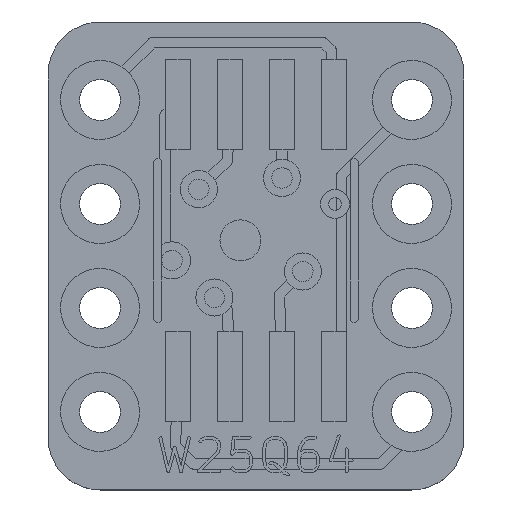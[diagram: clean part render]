
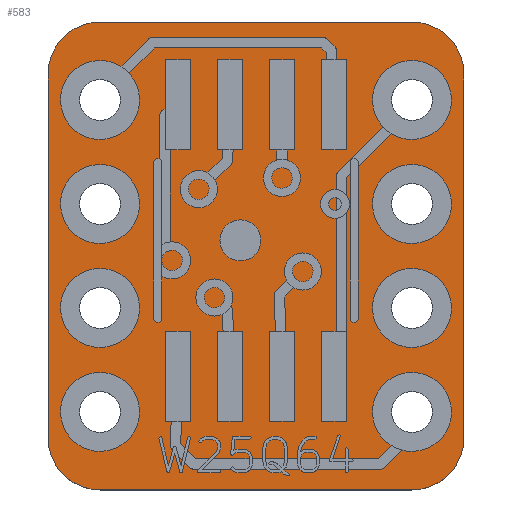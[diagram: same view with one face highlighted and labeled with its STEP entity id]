
A CAD part, top view. The second image highlights one B-rep face of the part: STEP entity #583.
In plain terms, the highlighted planar face has unit normal (0, 0, 1).
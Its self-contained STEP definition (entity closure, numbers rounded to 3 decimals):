
#68 = VERTEX_POINT('',#69);
#69 = CARTESIAN_POINT('',(152.311,-110.719,0.));
#86 = VERTEX_POINT('',#87);
#87 = CARTESIAN_POINT('',(144.691,-110.719,0.));
#93 = EDGE_CURVE('',#68,#86,#94,.T.);
#94 = LINE('',#95,#96);
#95 = CARTESIAN_POINT('',(152.311,-110.719,0.));
#96 = VECTOR('',#97,1.);
#97 = DIRECTION('',(-1.,0.,0.));
#107 = EDGE_CURVE('',#108,#68,#110,.T.);
#108 = VERTEX_POINT('',#109);
#109 = CARTESIAN_POINT('',(153.581,-109.449,0.));
#110 = CIRCLE('',#111,1.27);
#111 = AXIS2_PLACEMENT_3D('',#112,#113,#114);
#112 = CARTESIAN_POINT('',(152.311,-109.449,0.));
#113 = DIRECTION('',(0.,0.,-1.));
#114 = DIRECTION('',(1.,0.,0.));
#140 = EDGE_CURVE('',#86,#141,#143,.T.);
#141 = VERTEX_POINT('',#142);
#142 = CARTESIAN_POINT('',(143.421,-109.449,0.));
#143 = CIRCLE('',#144,1.27);
#144 = AXIS2_PLACEMENT_3D('',#145,#146,#147);
#145 = CARTESIAN_POINT('',(144.691,-109.449,0.));
#146 = DIRECTION('',(0.,0.,-1.));
#147 = DIRECTION('',(0.,-1.,0.));
#174 = VERTEX_POINT('',#175);
#175 = CARTESIAN_POINT('',(153.581,-100.559,0.));
#190 = EDGE_CURVE('',#174,#108,#191,.T.);
#191 = LINE('',#192,#193);
#192 = CARTESIAN_POINT('',(153.581,-100.559,0.));
#193 = VECTOR('',#194,1.);
#194 = DIRECTION('',(0.,-1.,0.));
#214 = VERTEX_POINT('',#215);
#215 = CARTESIAN_POINT('',(143.421,-100.559,0.));
#221 = EDGE_CURVE('',#141,#214,#222,.T.);
#222 = LINE('',#223,#224);
#223 = CARTESIAN_POINT('',(143.421,-109.449,0.));
#224 = VECTOR('',#225,1.);
#225 = DIRECTION('',(0.,1.,0.));
#235 = EDGE_CURVE('',#236,#174,#238,.T.);
#236 = VERTEX_POINT('',#237);
#237 = CARTESIAN_POINT('',(152.311,-99.289,0.));
#238 = CIRCLE('',#239,1.27);
#239 = AXIS2_PLACEMENT_3D('',#240,#241,#242);
#240 = CARTESIAN_POINT('',(152.311,-100.559,0.));
#241 = DIRECTION('',(0.,0.,-1.));
#242 = DIRECTION('',(0.,1.,0.));
#268 = EDGE_CURVE('',#214,#269,#271,.T.);
#269 = VERTEX_POINT('',#270);
#270 = CARTESIAN_POINT('',(144.691,-99.289,0.));
#271 = CIRCLE('',#272,1.27);
#272 = AXIS2_PLACEMENT_3D('',#273,#274,#275);
#273 = CARTESIAN_POINT('',(144.691,-100.559,0.));
#274 = DIRECTION('',(0.,0.,-1.));
#275 = DIRECTION('',(-1.,0.,-0.));
#309 = EDGE_CURVE('',#269,#236,#310,.T.);
#310 = LINE('',#311,#312);
#311 = CARTESIAN_POINT('',(144.691,-99.289,0.));
#312 = VECTOR('',#313,1.);
#313 = DIRECTION('',(1.,0.,0.));
#324 = VERTEX_POINT('',#325);
#325 = CARTESIAN_POINT('',(152.811,-108.814,0.));
#341 = EDGE_CURVE('',#324,#324,#342,.T.);
#342 = CIRCLE('',#343,0.5);
#343 = AXIS2_PLACEMENT_3D('',#344,#345,#346);
#344 = CARTESIAN_POINT('',(152.311,-108.814,0.));
#345 = DIRECTION('',(0.,0.,1.));
#346 = DIRECTION('',(1.,0.,-0.));
#357 = VERTEX_POINT('',#358);
#358 = CARTESIAN_POINT('',(152.811,-106.274,0.));
#374 = EDGE_CURVE('',#357,#357,#375,.T.);
#375 = CIRCLE('',#376,0.5);
#376 = AXIS2_PLACEMENT_3D('',#377,#378,#379);
#377 = CARTESIAN_POINT('',(152.311,-106.274,0.));
#378 = DIRECTION('',(0.,0.,1.));
#379 = DIRECTION('',(1.,0.,-0.));
#390 = VERTEX_POINT('',#391);
#391 = CARTESIAN_POINT('',(145.191,-108.814,0.));
#407 = EDGE_CURVE('',#390,#390,#408,.T.);
#408 = CIRCLE('',#409,0.5);
#409 = AXIS2_PLACEMENT_3D('',#410,#411,#412);
#410 = CARTESIAN_POINT('',(144.691,-108.814,0.));
#411 = DIRECTION('',(0.,0.,1.));
#412 = DIRECTION('',(1.,0.,-0.));
#423 = VERTEX_POINT('',#424);
#424 = CARTESIAN_POINT('',(145.191,-106.274,0.));
#440 = EDGE_CURVE('',#423,#423,#441,.T.);
#441 = CIRCLE('',#442,0.5);
#442 = AXIS2_PLACEMENT_3D('',#443,#444,#445);
#443 = CARTESIAN_POINT('',(144.691,-106.274,0.));
#444 = DIRECTION('',(0.,0.,1.));
#445 = DIRECTION('',(1.,0.,-0.));
#456 = VERTEX_POINT('',#457);
#457 = CARTESIAN_POINT('',(152.811,-103.734,0.));
#473 = EDGE_CURVE('',#456,#456,#474,.T.);
#474 = CIRCLE('',#475,0.5);
#475 = AXIS2_PLACEMENT_3D('',#476,#477,#478);
#476 = CARTESIAN_POINT('',(152.311,-103.734,0.));
#477 = DIRECTION('',(0.,0.,1.));
#478 = DIRECTION('',(1.,0.,-0.));
#489 = VERTEX_POINT('',#490);
#490 = CARTESIAN_POINT('',(152.811,-101.194,0.));
#506 = EDGE_CURVE('',#489,#489,#507,.T.);
#507 = CIRCLE('',#508,0.5);
#508 = AXIS2_PLACEMENT_3D('',#509,#510,#511);
#509 = CARTESIAN_POINT('',(152.311,-101.194,0.));
#510 = DIRECTION('',(0.,0.,1.));
#511 = DIRECTION('',(1.,0.,-0.));
#522 = VERTEX_POINT('',#523);
#523 = CARTESIAN_POINT('',(145.191,-103.734,0.));
#539 = EDGE_CURVE('',#522,#522,#540,.T.);
#540 = CIRCLE('',#541,0.5);
#541 = AXIS2_PLACEMENT_3D('',#542,#543,#544);
#542 = CARTESIAN_POINT('',(144.691,-103.734,0.));
#543 = DIRECTION('',(0.,0.,1.));
#544 = DIRECTION('',(1.,0.,-0.));
#555 = VERTEX_POINT('',#556);
#556 = CARTESIAN_POINT('',(145.191,-101.194,0.));
#572 = EDGE_CURVE('',#555,#555,#573,.T.);
#573 = CIRCLE('',#574,0.5);
#574 = AXIS2_PLACEMENT_3D('',#575,#576,#577);
#575 = CARTESIAN_POINT('',(144.691,-101.194,0.));
#576 = DIRECTION('',(0.,0.,1.));
#577 = DIRECTION('',(1.,0.,-0.));
#583 = ADVANCED_FACE('',(#584,#594,#597,#600,#603,#606,#609,#612,#615),
  #618,.F.);
#584 = FACE_BOUND('',#585,.F.);
#585 = EDGE_LOOP('',(#586,#587,#588,#589,#590,#591,#592,#593));
#586 = ORIENTED_EDGE('',*,*,#93,.T.);
#587 = ORIENTED_EDGE('',*,*,#140,.T.);
#588 = ORIENTED_EDGE('',*,*,#221,.T.);
#589 = ORIENTED_EDGE('',*,*,#268,.T.);
#590 = ORIENTED_EDGE('',*,*,#309,.T.);
#591 = ORIENTED_EDGE('',*,*,#235,.T.);
#592 = ORIENTED_EDGE('',*,*,#190,.T.);
#593 = ORIENTED_EDGE('',*,*,#107,.T.);
#594 = FACE_BOUND('',#595,.F.);
#595 = EDGE_LOOP('',(#596));
#596 = ORIENTED_EDGE('',*,*,#341,.T.);
#597 = FACE_BOUND('',#598,.F.);
#598 = EDGE_LOOP('',(#599));
#599 = ORIENTED_EDGE('',*,*,#374,.T.);
#600 = FACE_BOUND('',#601,.F.);
#601 = EDGE_LOOP('',(#602));
#602 = ORIENTED_EDGE('',*,*,#407,.T.);
#603 = FACE_BOUND('',#604,.F.);
#604 = EDGE_LOOP('',(#605));
#605 = ORIENTED_EDGE('',*,*,#440,.T.);
#606 = FACE_BOUND('',#607,.F.);
#607 = EDGE_LOOP('',(#608));
#608 = ORIENTED_EDGE('',*,*,#473,.T.);
#609 = FACE_BOUND('',#610,.F.);
#610 = EDGE_LOOP('',(#611));
#611 = ORIENTED_EDGE('',*,*,#506,.T.);
#612 = FACE_BOUND('',#613,.F.);
#613 = EDGE_LOOP('',(#614));
#614 = ORIENTED_EDGE('',*,*,#539,.T.);
#615 = FACE_BOUND('',#616,.F.);
#616 = EDGE_LOOP('',(#617));
#617 = ORIENTED_EDGE('',*,*,#572,.T.);
#618 = PLANE('',#619);
#619 = AXIS2_PLACEMENT_3D('',#620,#621,#622);
#620 = CARTESIAN_POINT('',(148.501,-105.004,0.));
#621 = DIRECTION('',(-0.,-0.,-1.));
#622 = DIRECTION('',(-1.,0.,0.));
